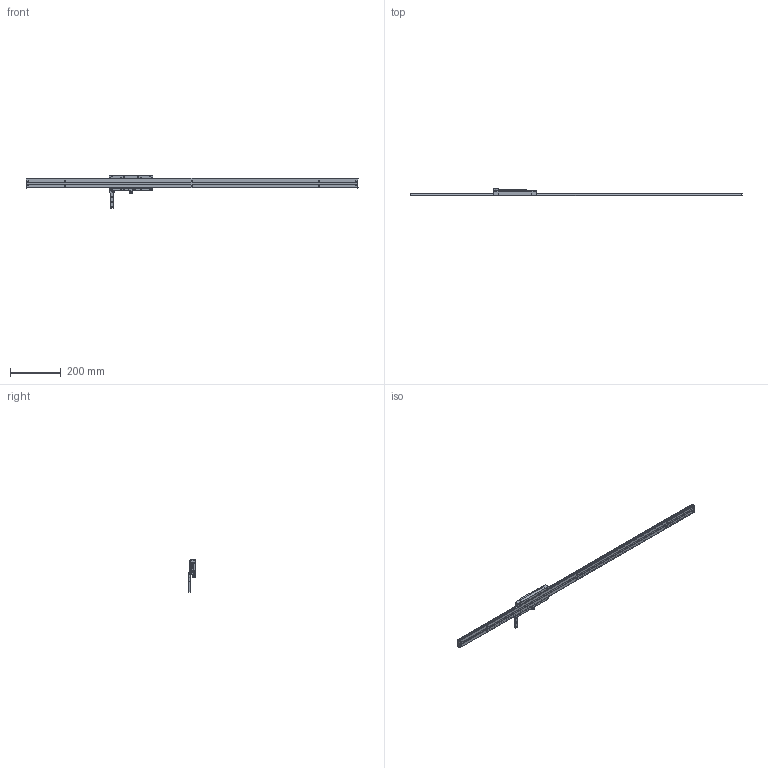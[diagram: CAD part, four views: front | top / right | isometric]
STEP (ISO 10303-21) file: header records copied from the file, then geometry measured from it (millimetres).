
FILE_DESCRIPTION((''),'2;1');
FILE_NAME('PM279_020_029_SW0001','2019-08-20T10:29:31',('mtr'),('Sylvac SA'),'CREO PARAMETRIC BY PTC INC, 2017380','CREO PARAMETRIC BY PTC INC, 2017380','');
FILE_SCHEMA(('CONFIG_CONTROL_DESIGN'));
Length unit declared in the file: millimetre
Products named in the file (1): PM279_020_029_SW0001
Bounding box: 1306 x 28.1 x 129.35 mm (x, y, z)
Surface area: 193505 mm2 (no closed solid volume)
Topology: 0 solids, 130 shells, 429 faces, 1817 edges, 1497 vertices
Faces by surface type: plane 222, cylinder 120, cone 56, torus 23, sphere 4, bspline 4
Entity records: 21381 total; most frequent: CARTESIAN_POINT 6955, DIRECTION 2963, ORIENTED_EDGE 2332, EDGE_CURVE 1809, VERTEX_POINT 1497, AXIS2_PLACEMENT_3D 1011, VECTOR 941, LINE 941
